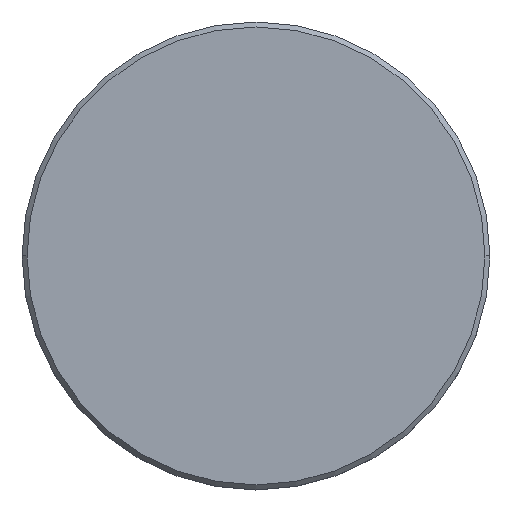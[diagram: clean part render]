
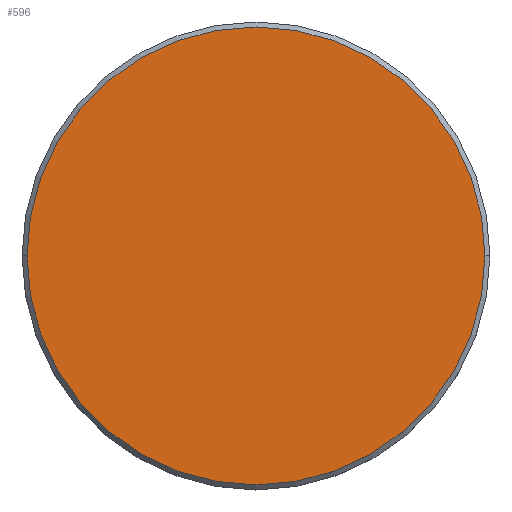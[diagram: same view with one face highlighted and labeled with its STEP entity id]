
A CAD part, top view. The second image highlights one B-rep face of the part: STEP entity #596.
In plain terms, the highlighted planar face has unit normal (0, 0, 1).
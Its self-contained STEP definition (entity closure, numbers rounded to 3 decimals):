
#7 = PLANE ( 'NONE',  #240 ) ;
#56 = DIRECTION ( 'NONE',  ( 0., 0., 1. ) ) ;
#68 = ORIENTED_EDGE ( 'NONE', *, *, #1096, .T. ) ;
#72 = AXIS2_PLACEMENT_3D ( 'NONE', #181, #1098, #725 ) ;
#181 = CARTESIAN_POINT ( 'NONE',  ( 0., 0., 0. ) ) ;
#240 = AXIS2_PLACEMENT_3D ( 'NONE', #728, #1129, #497 ) ;
#376 = ORIENTED_EDGE ( 'NONE', *, *, #786, .T. ) ;
#388 = AXIS2_PLACEMENT_3D ( 'NONE', #412, #56, #425 ) ;
#412 = CARTESIAN_POINT ( 'NONE',  ( 0., 0., 0. ) ) ;
#425 = DIRECTION ( 'NONE',  ( 1., 0., 0. ) ) ;
#489 = CARTESIAN_POINT ( 'NONE',  ( -23., 0., 0. ) ) ;
#497 = DIRECTION ( 'NONE',  ( 1., 0., 0. ) ) ;
#550 = VERTEX_POINT ( 'NONE', #489 ) ;
#557 = EDGE_LOOP ( 'NONE', ( #376, #68 ) ) ;
#582 = CIRCLE ( 'NONE', #388, 23. ) ;
#596 = ADVANCED_FACE ( 'NONE', ( #1027 ), #7, .T. ) ;
#598 = CIRCLE ( 'NONE', #72, 23. ) ;
#611 = CARTESIAN_POINT ( 'NONE',  ( 23., 0., 0. ) ) ;
#641 = VERTEX_POINT ( 'NONE', #611 ) ;
#725 = DIRECTION ( 'NONE',  ( 1., 0., 0. ) ) ;
#728 = CARTESIAN_POINT ( 'NONE',  ( 0., 0., 0. ) ) ;
#786 = EDGE_CURVE ( 'NONE', #550, #641, #598, .T. ) ;
#1027 = FACE_OUTER_BOUND ( 'NONE', #557, .T. ) ;
#1096 = EDGE_CURVE ( 'NONE', #641, #550, #582, .T. ) ;
#1098 = DIRECTION ( 'NONE',  ( 0., 0., 1. ) ) ;
#1129 = DIRECTION ( 'NONE',  ( 0., 0., 1. ) ) ;
